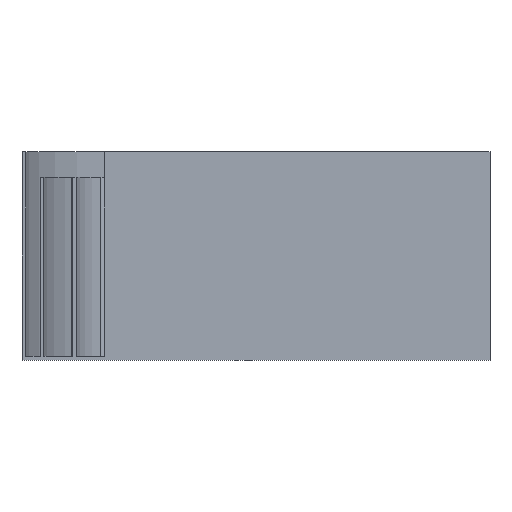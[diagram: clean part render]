
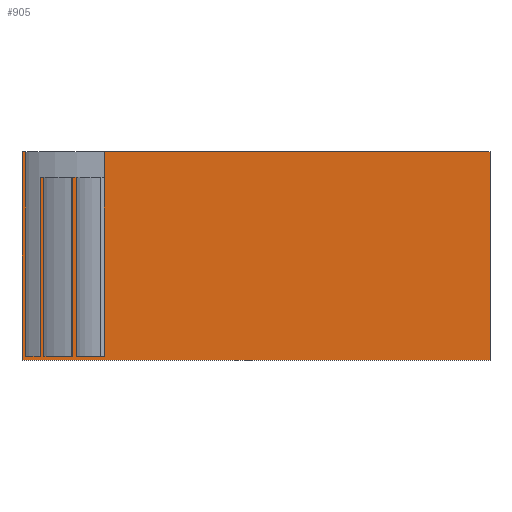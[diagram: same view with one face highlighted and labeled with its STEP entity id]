
A CAD part, left-side view. The second image highlights one B-rep face of the part: STEP entity #905.
In plain terms, the highlighted planar face has unit normal (-1, 0, 0).
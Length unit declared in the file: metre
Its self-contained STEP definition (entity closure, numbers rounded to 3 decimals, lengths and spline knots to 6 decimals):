
#207=ORIENTED_EDGE('',*,*,#353,.F.);
#208=ORIENTED_EDGE('',*,*,#450,.T.);
#209=ORIENTED_EDGE('',*,*,#355,.T.);
#210=ORIENTED_EDGE('',*,*,#451,.T.);
#211=ORIENTED_EDGE('',*,*,#367,.T.);
#212=ORIENTED_EDGE('',*,*,#452,.F.);
#213=ORIENTED_EDGE('',*,*,#409,.F.);
#214=ORIENTED_EDGE('',*,*,#453,.T.);
#215=ORIENTED_EDGE('',*,*,#391,.T.);
#216=ORIENTED_EDGE('',*,*,#454,.F.);
#217=ORIENTED_EDGE('',*,*,#421,.F.);
#218=ORIENTED_EDGE('',*,*,#455,.T.);
#219=ORIENTED_EDGE('',*,*,#383,.T.);
#220=ORIENTED_EDGE('',*,*,#456,.F.);
#221=ORIENTED_EDGE('',*,*,#457,.T.);
#222=ORIENTED_EDGE('',*,*,#458,.F.);
#353=EDGE_CURVE('',#487,#488,#578,.T.);
#355=EDGE_CURVE('',#489,#490,#580,.T.);
#367=EDGE_CURVE('',#501,#500,#590,.T.);
#383=EDGE_CURVE('',#515,#514,#598,.T.);
#391=EDGE_CURVE('',#523,#522,#602,.T.);
#409=EDGE_CURVE('',#535,#536,#614,.T.);
#421=EDGE_CURVE('',#543,#544,#622,.T.);
#450=EDGE_CURVE('',#487,#489,#641,.T.);
#451=EDGE_CURVE('',#490,#501,#642,.T.);
#452=EDGE_CURVE('',#536,#500,#643,.T.);
#453=EDGE_CURVE('',#535,#523,#644,.T.);
#454=EDGE_CURVE('',#544,#522,#645,.T.);
#455=EDGE_CURVE('',#543,#515,#646,.T.);
#456=EDGE_CURVE('',#558,#514,#647,.T.);
#457=EDGE_CURVE('',#558,#559,#648,.T.);
#458=EDGE_CURVE('',#488,#559,#649,.T.);
#487=VERTEX_POINT('',#1328);
#488=VERTEX_POINT('',#1330);
#489=VERTEX_POINT('',#1334);
#490=VERTEX_POINT('',#1335);
#500=VERTEX_POINT('',#1358);
#501=VERTEX_POINT('',#1360);
#514=VERTEX_POINT('',#1390);
#515=VERTEX_POINT('',#1392);
#522=VERTEX_POINT('',#1407);
#523=VERTEX_POINT('',#1409);
#535=VERTEX_POINT('',#1442);
#536=VERTEX_POINT('',#1444);
#543=VERTEX_POINT('',#1465);
#544=VERTEX_POINT('',#1467);
#558=VERTEX_POINT('',#1525);
#559=VERTEX_POINT('',#1527);
#578=LINE('',#1329,#677);
#580=LINE('',#1333,#679);
#590=LINE('',#1359,#689);
#598=LINE('',#1391,#697);
#602=LINE('',#1408,#701);
#614=LINE('',#1443,#713);
#622=LINE('',#1466,#721);
#641=LINE('',#1518,#740);
#642=LINE('',#1519,#741);
#643=LINE('',#1520,#742);
#644=LINE('',#1521,#743);
#645=LINE('',#1522,#744);
#646=LINE('',#1523,#745);
#647=LINE('',#1524,#746);
#648=LINE('',#1526,#747);
#649=LINE('',#1528,#748);
#677=VECTOR('',#1048,1.);
#679=VECTOR('',#1052,1.);
#689=VECTOR('',#1070,1.);
#697=VECTOR('',#1098,1.);
#701=VECTOR('',#1112,1.);
#713=VECTOR('',#1144,1.);
#721=VECTOR('',#1166,1.);
#740=VECTOR('',#1223,1.);
#741=VECTOR('',#1224,1.);
#742=VECTOR('',#1225,1.);
#743=VECTOR('',#1226,1.);
#744=VECTOR('',#1227,1.);
#745=VECTOR('',#1228,1.);
#746=VECTOR('',#1229,1.);
#747=VECTOR('',#1230,1.);
#748=VECTOR('',#1231,1.);
#782=EDGE_LOOP('',(#207,#208,#209,#210,#211,#212,#213,#214,#215,#216,#217,
#218,#219,#220,#221,#222));
#829=FACE_BOUND('',#782,.T.);
#876=PLANE('',#999);
#905=ADVANCED_FACE('',(#829),#876,.F.);
#999=AXIS2_PLACEMENT_3D('',#1517,#1221,#1222);
#1048=DIRECTION('',(0.,1.,0.));
#1052=DIRECTION('',(0.,1.,0.));
#1070=DIRECTION('',(0.,1.,0.));
#1098=DIRECTION('',(0.,1.,0.));
#1112=DIRECTION('',(0.,1.,0.));
#1144=DIRECTION('',(0.,-1.,0.));
#1166=DIRECTION('',(0.,-1.,0.));
#1221=DIRECTION('',(1.,0.,0.));
#1222=DIRECTION('',(0.,0.,-1.));
#1223=DIRECTION('',(0.,0.,1.));
#1224=DIRECTION('',(0.,0.,-1.));
#1225=DIRECTION('',(0.,0.,-1.));
#1226=DIRECTION('',(0.,0.,-1.));
#1227=DIRECTION('',(0.,0.,-1.));
#1228=DIRECTION('',(0.,0.,-1.));
#1229=DIRECTION('',(0.,0.,-1.));
#1230=DIRECTION('',(0.,1.,0.));
#1231=DIRECTION('',(0.,0.,1.));
#1328=CARTESIAN_POINT('',(-0.25,-0.157238,-0.005));
#1329=CARTESIAN_POINT('',(-0.25,0.351762,-0.005));
#1330=CARTESIAN_POINT('',(-0.25,0.438762,-0.005));
#1333=CARTESIAN_POINT('',(-0.25,0.060262,0.26));
#1334=CARTESIAN_POINT('',(-0.25,-0.157238,0.26));
#1335=CARTESIAN_POINT('',(-0.25,0.333762,0.26));
#1358=CARTESIAN_POINT('',(-0.25,0.369762,0.));
#1359=CARTESIAN_POINT('',(-0.25,0.351762,0.));
#1360=CARTESIAN_POINT('',(-0.25,0.333762,0.));
#1390=CARTESIAN_POINT('',(-0.25,0.433762,0.));
#1391=CARTESIAN_POINT('',(-0.25,0.351762,0.));
#1392=CARTESIAN_POINT('',(-0.25,0.415762,0.));
#1407=CARTESIAN_POINT('',(-0.25,0.410762,0.));
#1408=CARTESIAN_POINT('',(-0.25,0.351762,0.));
#1409=CARTESIAN_POINT('',(-0.25,0.374762,0.));
#1442=CARTESIAN_POINT('',(-0.25,0.374762,0.228));
#1443=CARTESIAN_POINT('',(-0.25,0.372262,0.228));
#1444=CARTESIAN_POINT('',(-0.25,0.369762,0.228));
#1465=CARTESIAN_POINT('',(-0.25,0.415762,0.228));
#1466=CARTESIAN_POINT('',(-0.25,0.413262,0.228));
#1467=CARTESIAN_POINT('',(-0.25,0.410762,0.228));
#1517=CARTESIAN_POINT('',(-0.25,0.351762,-0.005));
#1518=CARTESIAN_POINT('',(-0.25,-0.157238,-0.005));
#1519=CARTESIAN_POINT('',(-0.25,0.333762,0.26));
#1520=CARTESIAN_POINT('',(-0.25,0.369762,0.228));
#1521=CARTESIAN_POINT('',(-0.25,0.374762,0.228));
#1522=CARTESIAN_POINT('',(-0.25,0.410762,0.228));
#1523=CARTESIAN_POINT('',(-0.25,0.415762,0.228));
#1524=CARTESIAN_POINT('',(-0.25,0.433762,0.26));
#1525=CARTESIAN_POINT('',(-0.25,0.433762,0.26));
#1526=CARTESIAN_POINT('',(-0.25,0.436262,0.26));
#1527=CARTESIAN_POINT('',(-0.25,0.438762,0.26));
#1528=CARTESIAN_POINT('',(-0.25,0.438762,-0.005));
